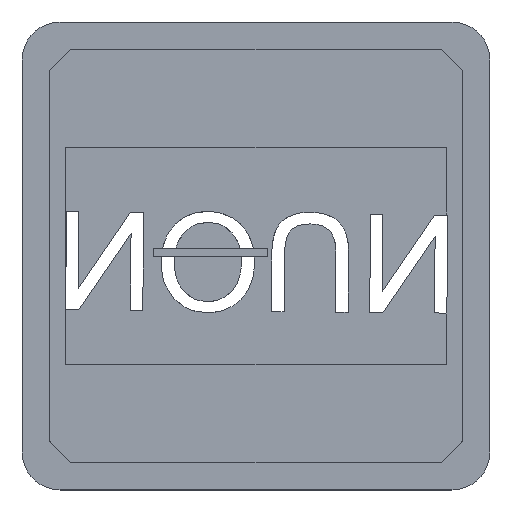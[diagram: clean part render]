
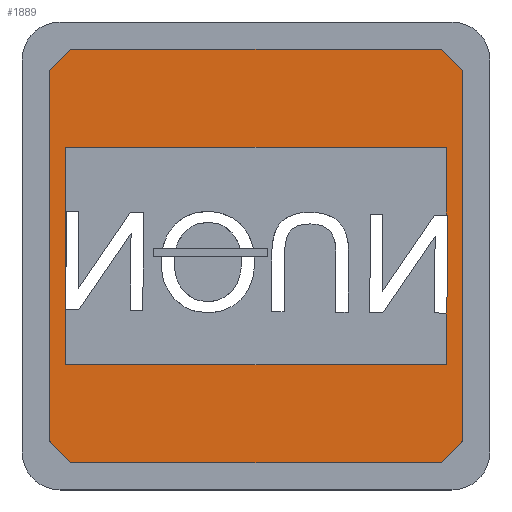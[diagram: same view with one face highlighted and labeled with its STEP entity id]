
A CAD part, top view. The second image highlights one B-rep face of the part: STEP entity #1889.
In plain terms, the highlighted planar face has unit normal (0, 0, 1).
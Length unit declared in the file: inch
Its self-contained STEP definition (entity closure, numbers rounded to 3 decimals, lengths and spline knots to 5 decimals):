
#23=FACE_BOUND('',#235,.T.);
#126=FACE_OUTER_BOUND('',#234,.T.);
#234=EDGE_LOOP('',(#1561,#1562,#1563,#1564,#1565,#1566,#1567,#1568));
#235=EDGE_LOOP('',(#1569,#1570,#1571,#1572,#1573,#1574,#1575,#1576));
#364=LINE('',#2950,#563);
#368=LINE('',#2957,#567);
#371=LINE('',#2963,#570);
#374=LINE('',#2969,#573);
#377=LINE('',#2977,#576);
#381=LINE('',#2984,#580);
#383=LINE('',#2989,#582);
#386=LINE('',#2995,#585);
#389=LINE('',#3001,#588);
#392=LINE('',#3005,#591);
#400=LINE('',#3026,#599);
#429=LINE('',#3266,#628);
#431=LINE('',#3270,#630);
#432=LINE('',#3273,#631);
#433=LINE('',#3275,#632);
#434=LINE('',#3276,#633);
#563=VECTOR('',#2183,0.3937);
#567=VECTOR('',#2189,0.3937);
#570=VECTOR('',#2194,0.3937);
#573=VECTOR('',#2199,0.3937);
#576=VECTOR('',#2204,0.3937);
#580=VECTOR('',#2210,0.3937);
#582=VECTOR('',#2214,0.3937);
#585=VECTOR('',#2219,0.3937);
#588=VECTOR('',#2224,0.3937);
#591=VECTOR('',#2229,0.3937);
#599=VECTOR('',#2253,0.3937);
#628=VECTOR('',#2286,0.3937);
#630=VECTOR('',#2290,0.3937);
#631=VECTOR('',#2293,0.3937);
#632=VECTOR('',#2294,0.3937);
#633=VECTOR('',#2295,0.3937);
#857=VERTEX_POINT('',#2947);
#858=VERTEX_POINT('',#2949);
#860=VERTEX_POINT('',#2955);
#862=VERTEX_POINT('',#2961);
#864=VERTEX_POINT('',#2967);
#867=VERTEX_POINT('',#2974);
#868=VERTEX_POINT('',#2976);
#870=VERTEX_POINT('',#2982);
#872=VERTEX_POINT('',#2988);
#874=VERTEX_POINT('',#2994);
#876=VERTEX_POINT('',#3000);
#881=VERTEX_POINT('',#3024);
#930=VERTEX_POINT('',#3264);
#931=VERTEX_POINT('',#3268);
#932=VERTEX_POINT('',#3272);
#933=VERTEX_POINT('',#3274);
#1070=EDGE_CURVE('',#858,#857,#364,.T.);
#1074=EDGE_CURVE('',#857,#860,#368,.T.);
#1077=EDGE_CURVE('',#860,#862,#371,.T.);
#1080=EDGE_CURVE('',#862,#864,#374,.T.);
#1083=EDGE_CURVE('',#868,#867,#377,.T.);
#1087=EDGE_CURVE('',#867,#870,#381,.T.);
#1089=EDGE_CURVE('',#872,#858,#383,.T.);
#1092=EDGE_CURVE('',#874,#872,#386,.T.);
#1095=EDGE_CURVE('',#876,#874,#389,.T.);
#1098=EDGE_CURVE('',#864,#876,#392,.T.);
#1108=EDGE_CURVE('',#870,#881,#400,.T.);
#1161=EDGE_CURVE('',#881,#930,#429,.T.);
#1163=EDGE_CURVE('',#931,#868,#431,.T.);
#1164=EDGE_CURVE('',#930,#932,#432,.T.);
#1165=EDGE_CURVE('',#932,#933,#433,.T.);
#1166=EDGE_CURVE('',#933,#931,#434,.T.);
#1561=ORIENTED_EDGE('',*,*,#1070,.T.);
#1562=ORIENTED_EDGE('',*,*,#1074,.T.);
#1563=ORIENTED_EDGE('',*,*,#1077,.T.);
#1564=ORIENTED_EDGE('',*,*,#1080,.T.);
#1565=ORIENTED_EDGE('',*,*,#1098,.T.);
#1566=ORIENTED_EDGE('',*,*,#1095,.T.);
#1567=ORIENTED_EDGE('',*,*,#1092,.T.);
#1568=ORIENTED_EDGE('',*,*,#1089,.T.);
#1569=ORIENTED_EDGE('',*,*,#1164,.T.);
#1570=ORIENTED_EDGE('',*,*,#1165,.T.);
#1571=ORIENTED_EDGE('',*,*,#1166,.T.);
#1572=ORIENTED_EDGE('',*,*,#1163,.T.);
#1573=ORIENTED_EDGE('',*,*,#1083,.T.);
#1574=ORIENTED_EDGE('',*,*,#1087,.T.);
#1575=ORIENTED_EDGE('',*,*,#1108,.T.);
#1576=ORIENTED_EDGE('',*,*,#1161,.T.);
#1811=PLANE('',#2006);
#1889=ADVANCED_FACE('',(#126,#23),#1811,.T.);
#2006=AXIS2_PLACEMENT_3D('',#3271,#2291,#2292);
#2183=DIRECTION('',(-0.707,-0.707,0.));
#2189=DIRECTION('',(0.,-1.,0.));
#2194=DIRECTION('',(0.707,-0.707,0.));
#2199=DIRECTION('',(1.,0.,0.));
#2204=DIRECTION('',(-1.,0.,0.));
#2210=DIRECTION('',(0.,1.,0.));
#2214=DIRECTION('',(-1.,0.,0.));
#2219=DIRECTION('',(-0.707,0.707,0.));
#2224=DIRECTION('',(0.,1.,0.));
#2229=DIRECTION('',(0.707,0.707,0.));
#2253=DIRECTION('',(1.,0.,0.));
#2286=DIRECTION('',(0.,-1.,0.));
#2290=DIRECTION('',(0.,-1.,0.));
#2291=DIRECTION('center_axis',(0.,0.,1.));
#2292=DIRECTION('ref_axis',(1.,0.,0.));
#2293=DIRECTION('',(1.,-0.009,0.));
#2294=DIRECTION('',(-0.009,-1.,0.));
#2295=DIRECTION('',(-1.,0.009,0.));
#2947=CARTESIAN_POINT('',(0.05,0.77,0.1));
#2949=CARTESIAN_POINT('',(0.09,0.81,0.1));
#2950=CARTESIAN_POINT('',(0.09,0.81,0.1));
#2955=CARTESIAN_POINT('',(0.05,0.09,0.1));
#2957=CARTESIAN_POINT('',(0.05,0.09,0.1));
#2961=CARTESIAN_POINT('',(0.09,0.05,0.1));
#2963=CARTESIAN_POINT('',(0.09,0.05,0.1));
#2967=CARTESIAN_POINT('',(0.77,0.05,0.1));
#2969=CARTESIAN_POINT('',(0.77,0.05,0.1));
#2974=CARTESIAN_POINT('',(0.08,0.23,0.1));
#2976=CARTESIAN_POINT('',(0.78,0.23,0.1));
#2977=CARTESIAN_POINT('',(0.78,0.23,0.1));
#2982=CARTESIAN_POINT('',(0.08,0.63,0.1));
#2984=CARTESIAN_POINT('',(0.08,0.23,0.1));
#2988=CARTESIAN_POINT('',(0.77,0.81,0.1));
#2989=CARTESIAN_POINT('',(0.09,0.81,0.1));
#2994=CARTESIAN_POINT('',(0.81,0.77,0.1));
#2995=CARTESIAN_POINT('',(0.77,0.81,0.1));
#3000=CARTESIAN_POINT('',(0.81,0.09,0.1));
#3001=CARTESIAN_POINT('',(0.81,0.77,0.1));
#3005=CARTESIAN_POINT('',(0.81,0.09,0.1));
#3024=CARTESIAN_POINT('',(0.78,0.63,0.1));
#3026=CARTESIAN_POINT('',(0.08,0.63,0.1));
#3264=CARTESIAN_POINT('',(0.78,0.50513,0.1));
#3266=CARTESIAN_POINT('',(0.78,0.63,0.1));
#3268=CARTESIAN_POINT('',(0.78,0.32512,0.1));
#3270=CARTESIAN_POINT('',(0.78,0.63,0.1));
#3271=CARTESIAN_POINT('Origin',(0.43,0.43,0.1));
#3272=CARTESIAN_POINT('',(0.78231,0.50511,0.1));
#3273=CARTESIAN_POINT('',(0.6065,0.50665,0.1));
#3274=CARTESIAN_POINT('',(0.78073,0.32512,0.1));
#3275=CARTESIAN_POINT('',(0.78118,0.37602,0.1));
#3276=CARTESIAN_POINT('',(0.5935,0.32676,0.1));
